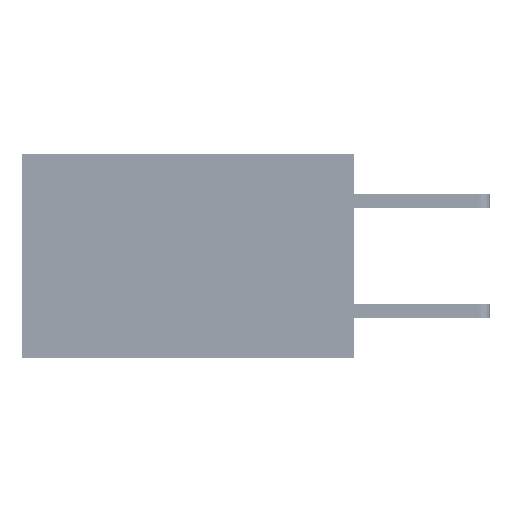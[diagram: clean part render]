
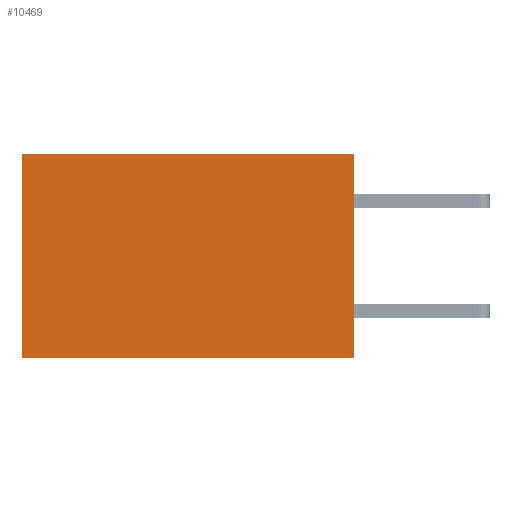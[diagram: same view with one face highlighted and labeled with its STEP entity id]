
A CAD part, left-side view. The second image highlights one B-rep face of the part: STEP entity #10469.
In plain terms, the highlighted planar face has unit normal (-1, 0, 0).
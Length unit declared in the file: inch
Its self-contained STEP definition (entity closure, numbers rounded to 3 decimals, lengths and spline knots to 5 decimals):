
#819 = VECTOR ( 'NONE', #20550, 39.37008 ) ;
#3022 = VECTOR ( 'NONE', #36786, 39.37008 ) ;
#3420 = DIRECTION ( 'NONE',  ( 0., 0., -1. ) ) ;
#4061 = PLANE ( 'NONE',  #31866 ) ;
#5617 = ORIENTED_EDGE ( 'NONE', *, *, #28462, .T. ) ;
#6180 = CARTESIAN_POINT ( 'NONE',  ( 0.2875, 0.6, 0. ) ) ;
#6318 = LINE ( 'NONE', #37029, #3022 ) ;
#7094 = DIRECTION ( 'NONE',  ( 1., 0., 0. ) ) ;
#8544 = CARTESIAN_POINT ( 'NONE',  ( 0.2875, 0., -0.37 ) ) ;
#9024 = CARTESIAN_POINT ( 'NONE',  ( 0.2875, 0.6, -0.37 ) ) ;
#9277 = EDGE_CURVE ( 'NONE', #14575, #11660, #14512, .T. ) ;
#10016 = ORIENTED_EDGE ( 'NONE', *, *, #9277, .F. ) ;
#10469 = ADVANCED_FACE ( 'NONE', ( #26960 ), #4061, .F. ) ;
#11536 = ORIENTED_EDGE ( 'NONE', *, *, #31632, .F. ) ;
#11660 = VERTEX_POINT ( 'NONE', #9024 ) ;
#14512 = LINE ( 'NONE', #8544, #819 ) ;
#14575 = VERTEX_POINT ( 'NONE', #19721 ) ;
#14676 = VECTOR ( 'NONE', #3420, 39.37008 ) ;
#14972 = LINE ( 'NONE', #23376, #37664 ) ;
#17816 = VERTEX_POINT ( 'NONE', #36241 ) ;
#19721 = CARTESIAN_POINT ( 'NONE',  ( 0.2875, 0., -0.37 ) ) ;
#20550 = DIRECTION ( 'NONE',  ( 0., 1., 0. ) ) ;
#23236 = DIRECTION ( 'NONE',  ( 0., 1., 0. ) ) ;
#23376 = CARTESIAN_POINT ( 'NONE',  ( 0.2875, 0., 0. ) ) ;
#24117 = CARTESIAN_POINT ( 'NONE',  ( 0.2875, 0.6, 0. ) ) ;
#25114 = CARTESIAN_POINT ( 'NONE',  ( 0.2875, 0., 0. ) ) ;
#25265 = VERTEX_POINT ( 'NONE', #6180 ) ;
#26429 = EDGE_CURVE ( 'NONE', #25265, #11660, #37767, .T. ) ;
#26960 = FACE_OUTER_BOUND ( 'NONE', #27505, .T. ) ;
#27505 = EDGE_LOOP ( 'NONE', ( #27614, #10016, #11536, #5617 ) ) ;
#27614 = ORIENTED_EDGE ( 'NONE', *, *, #26429, .T. ) ;
#28175 = DIRECTION ( 'NONE',  ( 0., 0., -1. ) ) ;
#28462 = EDGE_CURVE ( 'NONE', #17816, #25265, #14972, .T. ) ;
#31632 = EDGE_CURVE ( 'NONE', #17816, #14575, #6318, .T. ) ;
#31866 = AXIS2_PLACEMENT_3D ( 'NONE', #25114, #7094, #28175 ) ;
#36241 = CARTESIAN_POINT ( 'NONE',  ( 0.2875, 0., 0. ) ) ;
#36786 = DIRECTION ( 'NONE',  ( 0., 0., -1. ) ) ;
#37029 = CARTESIAN_POINT ( 'NONE',  ( 0.2875, 0., 0. ) ) ;
#37664 = VECTOR ( 'NONE', #23236, 39.37008 ) ;
#37767 = LINE ( 'NONE', #24117, #14676 ) ;
